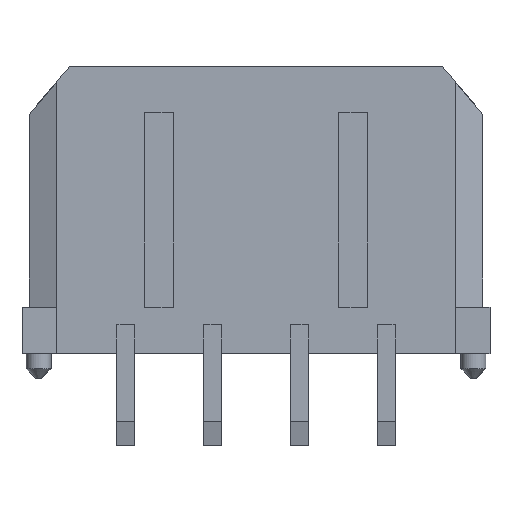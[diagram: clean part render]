
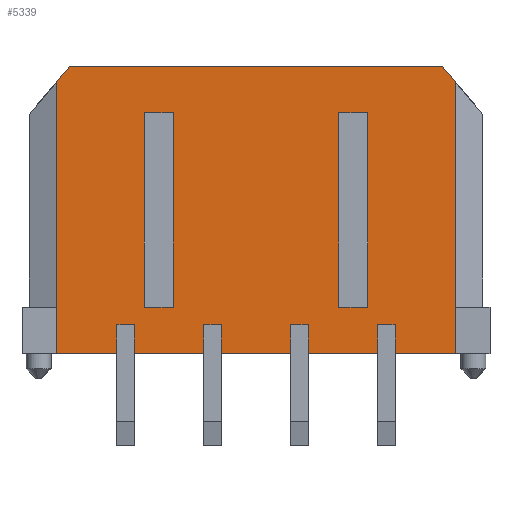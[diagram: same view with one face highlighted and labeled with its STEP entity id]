
A CAD part, front view. The second image highlights one B-rep face of the part: STEP entity #5339.
In plain terms, the highlighted planar face has unit normal (0, -1, 0).
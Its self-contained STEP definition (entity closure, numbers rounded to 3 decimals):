
#481=DIRECTION('',(1.,0.,0.));
#482=VECTOR('',#481,1.);
#483=CARTESIAN_POINT('',(-3.85,-3.43,3.355));
#484=LINE('',#483,#482);
#485=DIRECTION('',(0.,0.,1.));
#486=VECTOR('',#485,6.71);
#487=CARTESIAN_POINT('',(-3.85,-3.43,-3.355));
#488=LINE('',#487,#486);
#489=DIRECTION('',(1.,0.,0.));
#490=VECTOR('',#489,1.);
#491=CARTESIAN_POINT('',(-3.85,-3.43,-3.355));
#492=LINE('',#491,#490);
#493=DIRECTION('',(0.,0.,1.));
#494=VECTOR('',#493,6.71);
#495=CARTESIAN_POINT('',(-2.85,-3.43,-3.355));
#496=LINE('',#495,#494);
#497=DIRECTION('',(1.,0.,0.));
#498=VECTOR('',#497,1.);
#499=CARTESIAN_POINT('',(2.85,-3.43,3.355));
#500=LINE('',#499,#498);
#501=DIRECTION('',(0.,0.,1.));
#502=VECTOR('',#501,6.71);
#503=CARTESIAN_POINT('',(2.85,-3.43,-3.355));
#504=LINE('',#503,#502);
#505=DIRECTION('',(1.,0.,0.));
#506=VECTOR('',#505,1.);
#507=CARTESIAN_POINT('',(2.85,-3.43,-3.355));
#508=LINE('',#507,#506);
#509=DIRECTION('',(0.,0.,1.));
#510=VECTOR('',#509,6.71);
#511=CARTESIAN_POINT('',(3.85,-3.43,-3.355));
#512=LINE('',#511,#510);
#513=DIRECTION('',(0.,0.,1.));
#514=VECTOR('',#513,1.);
#515=CARTESIAN_POINT('',(-4.799,-3.43,-4.955));
#516=LINE('',#515,#514);
#517=DIRECTION('',(0.,0.,-1.));
#518=VECTOR('',#517,7.768);
#519=CARTESIAN_POINT('',(-6.884,-3.43,4.413));
#520=LINE('',#519,#518);
#521=DIRECTION('',(-0.647,0.,-0.763));
#522=VECTOR('',#521,0.71);
#523=CARTESIAN_POINT('',(-6.425,-3.43,4.955));
#524=LINE('',#523,#522);
#525=DIRECTION('',(1.,0.,0.));
#526=VECTOR('',#525,12.85);
#527=CARTESIAN_POINT('',(-6.425,-3.43,4.955));
#528=LINE('',#527,#526);
#529=DIRECTION('',(-0.647,0.,0.763));
#530=VECTOR('',#529,0.71);
#531=CARTESIAN_POINT('',(6.884,-3.43,4.413));
#532=LINE('',#531,#530);
#533=DIRECTION('',(0.,0.,-1.));
#534=VECTOR('',#533,7.768);
#535=CARTESIAN_POINT('',(6.884,-3.43,4.413));
#536=LINE('',#535,#534);
#537=DIRECTION('',(0.,0.,-1.));
#538=VECTOR('',#537,1.6);
#539=CARTESIAN_POINT('',(6.875,-3.43,-3.355));
#540=LINE('',#539,#538);
#541=DIRECTION('',(0.,0.,1.));
#542=VECTOR('',#541,1.);
#543=CARTESIAN_POINT('',(4.799,-3.43,-4.955));
#544=LINE('',#543,#542);
#545=DIRECTION('',(1.,0.,0.));
#546=VECTOR('',#545,0.597);
#547=CARTESIAN_POINT('',(4.202,-3.43,-3.955));
#548=LINE('',#547,#546);
#549=DIRECTION('',(0.,0.,1.));
#550=VECTOR('',#549,1.);
#551=CARTESIAN_POINT('',(4.202,-3.43,-4.955));
#552=LINE('',#551,#550);
#553=DIRECTION('',(0.,0.,1.));
#554=VECTOR('',#553,1.);
#555=CARTESIAN_POINT('',(1.799,-3.43,-4.955));
#556=LINE('',#555,#554);
#557=DIRECTION('',(1.,0.,0.));
#558=VECTOR('',#557,0.597);
#559=CARTESIAN_POINT('',(1.202,-3.43,-3.955));
#560=LINE('',#559,#558);
#561=DIRECTION('',(0.,0.,1.));
#562=VECTOR('',#561,1.);
#563=CARTESIAN_POINT('',(1.202,-3.43,-4.955));
#564=LINE('',#563,#562);
#565=DIRECTION('',(0.,0.,1.));
#566=VECTOR('',#565,1.);
#567=CARTESIAN_POINT('',(-1.202,-3.43,-4.955));
#568=LINE('',#567,#566);
#569=DIRECTION('',(1.,0.,0.));
#570=VECTOR('',#569,0.597);
#571=CARTESIAN_POINT('',(-1.799,-3.43,-3.955));
#572=LINE('',#571,#570);
#573=DIRECTION('',(0.,0.,1.));
#574=VECTOR('',#573,1.);
#575=CARTESIAN_POINT('',(-1.799,-3.43,-4.955));
#576=LINE('',#575,#574);
#577=DIRECTION('',(0.,0.,1.));
#578=VECTOR('',#577,1.);
#579=CARTESIAN_POINT('',(-4.202,-3.43,-4.955));
#580=LINE('',#579,#578);
#581=DIRECTION('',(1.,0.,0.));
#582=VECTOR('',#581,0.597);
#583=CARTESIAN_POINT('',(-4.799,-3.43,-3.955));
#584=LINE('',#583,#582);
#1865=DIRECTION('',(-1.,0.,0.));
#1866=VECTOR('',#1865,2.077);
#1867=CARTESIAN_POINT('',(6.875,-3.43,-4.955));
#1868=LINE('',#1867,#1866);
#1881=DIRECTION('',(-1.,0.,0.));
#1882=VECTOR('',#1881,2.403);
#1883=CARTESIAN_POINT('',(4.202,-3.43,-4.955));
#1884=LINE('',#1883,#1882);
#1897=DIRECTION('',(-1.,0.,0.));
#1898=VECTOR('',#1897,2.403);
#1899=CARTESIAN_POINT('',(1.202,-3.43,-4.955));
#1900=LINE('',#1899,#1898);
#1921=DIRECTION('',(-1.,0.,0.));
#1922=VECTOR('',#1921,2.077);
#1923=CARTESIAN_POINT('',(-4.799,-3.43,-4.955));
#1924=LINE('',#1923,#1922);
#1929=DIRECTION('',(-1.,0.,0.));
#1930=VECTOR('',#1929,2.403);
#1931=CARTESIAN_POINT('',(-1.799,-3.43,-4.955));
#1932=LINE('',#1931,#1930);
#1945=DIRECTION('',(1.,0.,0.));
#1946=VECTOR('',#1945,0.009);
#1947=CARTESIAN_POINT('',(6.875,-3.43,-3.355));
#1948=LINE('',#1947,#1946);
#1965=DIRECTION('',(1.,0.,0.));
#1966=VECTOR('',#1965,0.009);
#1967=CARTESIAN_POINT('',(-6.884,-3.43,-3.355));
#1968=LINE('',#1967,#1966);
#2351=DIRECTION('',(0.,0.,-1.));
#2352=VECTOR('',#2351,1.6);
#2353=CARTESIAN_POINT('',(-6.875,-3.43,-3.355));
#2354=LINE('',#2353,#2352);
#3587=CARTESIAN_POINT('',(-6.425,-3.43,4.955));
#3588=CARTESIAN_POINT('',(6.425,-3.43,4.955));
#3589=VERTEX_POINT('',#3587);
#3590=VERTEX_POINT('',#3588);
#3627=CARTESIAN_POINT('',(6.884,-3.43,4.413));
#3628=CARTESIAN_POINT('',(6.884,-3.43,-3.355));
#3629=VERTEX_POINT('',#3627);
#3630=VERTEX_POINT('',#3628);
#3676=CARTESIAN_POINT('',(4.202,-3.43,-4.955));
#3678=VERTEX_POINT('',#3676);
#3680=CARTESIAN_POINT('',(4.799,-3.43,-4.955));
#3682=VERTEX_POINT('',#3680);
#3688=CARTESIAN_POINT('',(1.202,-3.43,-4.955));
#3690=VERTEX_POINT('',#3688);
#3692=CARTESIAN_POINT('',(1.799,-3.43,-4.955));
#3694=VERTEX_POINT('',#3692);
#3700=CARTESIAN_POINT('',(-1.799,-3.43,-4.955));
#3702=VERTEX_POINT('',#3700);
#3704=CARTESIAN_POINT('',(-1.202,-3.43,-4.955));
#3706=VERTEX_POINT('',#3704);
#3712=CARTESIAN_POINT('',(-4.799,-3.43,-4.955));
#3714=VERTEX_POINT('',#3712);
#3716=CARTESIAN_POINT('',(-4.202,-3.43,-4.955));
#3718=VERTEX_POINT('',#3716);
#3724=CARTESIAN_POINT('',(6.875,-3.43,-3.355));
#3726=VERTEX_POINT('',#3724);
#3728=CARTESIAN_POINT('',(-6.875,-3.43,-3.355));
#3730=VERTEX_POINT('',#3728);
#3735=CARTESIAN_POINT('',(6.875,-3.43,-4.955));
#3736=VERTEX_POINT('',#3735);
#3737=CARTESIAN_POINT('',(-6.875,-3.43,-4.955));
#3738=VERTEX_POINT('',#3737);
#3739=CARTESIAN_POINT('',(4.202,-3.43,-3.955));
#3740=VERTEX_POINT('',#3739);
#3741=CARTESIAN_POINT('',(4.799,-3.43,-3.955));
#3742=VERTEX_POINT('',#3741);
#3743=CARTESIAN_POINT('',(1.202,-3.43,-3.955));
#3744=VERTEX_POINT('',#3743);
#3745=CARTESIAN_POINT('',(1.799,-3.43,-3.955));
#3746=VERTEX_POINT('',#3745);
#3747=CARTESIAN_POINT('',(-1.799,-3.43,-3.955));
#3748=VERTEX_POINT('',#3747);
#3749=CARTESIAN_POINT('',(-1.202,-3.43,-3.955));
#3750=VERTEX_POINT('',#3749);
#3751=CARTESIAN_POINT('',(-4.799,-3.43,-3.955));
#3752=VERTEX_POINT('',#3751);
#3753=CARTESIAN_POINT('',(-4.202,-3.43,-3.955));
#3754=VERTEX_POINT('',#3753);
#3843=CARTESIAN_POINT('',(-3.85,-3.43,3.355));
#3844=CARTESIAN_POINT('',(-2.85,-3.43,3.355));
#3845=VERTEX_POINT('',#3843);
#3846=VERTEX_POINT('',#3844);
#3847=CARTESIAN_POINT('',(2.85,-3.43,3.355));
#3848=CARTESIAN_POINT('',(3.85,-3.43,3.355));
#3849=VERTEX_POINT('',#3847);
#3850=VERTEX_POINT('',#3848);
#3851=CARTESIAN_POINT('',(-3.85,-3.43,-3.355));
#3852=CARTESIAN_POINT('',(-2.85,-3.43,-3.355));
#3853=VERTEX_POINT('',#3851);
#3854=VERTEX_POINT('',#3852);
#3855=CARTESIAN_POINT('',(2.85,-3.43,-3.355));
#3856=CARTESIAN_POINT('',(3.85,-3.43,-3.355));
#3857=VERTEX_POINT('',#3855);
#3858=VERTEX_POINT('',#3856);
#4555=CARTESIAN_POINT('',(-6.884,-3.43,4.413));
#4556=VERTEX_POINT('',#4555);
#4693=CARTESIAN_POINT('',(-6.884,-3.43,-3.355));
#4694=VERTEX_POINT('',#4693);
#5262=CARTESIAN_POINT('',(-7.825,-3.43,4.955));
#5263=DIRECTION('',(0.,-1.,0.));
#5264=DIRECTION('',(0.,0.,-1.));
#5265=AXIS2_PLACEMENT_3D('',#5262,#5263,#5264);
#5266=PLANE('',#5265);
#5268=ORIENTED_EDGE('',*,*,#5267,.F.);
#5270=ORIENTED_EDGE('',*,*,#5269,.T.);
#5272=ORIENTED_EDGE('',*,*,#5271,.F.);
#5274=ORIENTED_EDGE('',*,*,#5273,.F.);
#5276=ORIENTED_EDGE('',*,*,#5275,.F.);
#5278=ORIENTED_EDGE('',*,*,#5277,.F.);
#5279=ORIENTED_EDGE('',*,*,#5155,.T.);
#5280=ORIENTED_EDGE('',*,*,#4920,.F.);
#5282=ORIENTED_EDGE('',*,*,#5281,.T.);
#5284=ORIENTED_EDGE('',*,*,#5283,.F.);
#5286=ORIENTED_EDGE('',*,*,#5285,.T.);
#5288=ORIENTED_EDGE('',*,*,#5287,.T.);
#5290=ORIENTED_EDGE('',*,*,#5289,.T.);
#5292=ORIENTED_EDGE('',*,*,#5291,.F.);
#5294=ORIENTED_EDGE('',*,*,#5293,.F.);
#5296=ORIENTED_EDGE('',*,*,#5295,.T.);
#5298=ORIENTED_EDGE('',*,*,#5297,.T.);
#5300=ORIENTED_EDGE('',*,*,#5299,.F.);
#5302=ORIENTED_EDGE('',*,*,#5301,.F.);
#5304=ORIENTED_EDGE('',*,*,#5303,.T.);
#5306=ORIENTED_EDGE('',*,*,#5305,.T.);
#5308=ORIENTED_EDGE('',*,*,#5307,.F.);
#5310=ORIENTED_EDGE('',*,*,#5309,.F.);
#5312=ORIENTED_EDGE('',*,*,#5311,.T.);
#5314=ORIENTED_EDGE('',*,*,#5313,.T.);
#5316=ORIENTED_EDGE('',*,*,#5315,.F.);
#5317=EDGE_LOOP('',(#5268,#5270,#5272,#5274,#5276,#5278,#5279,#5280,#5282,#5284,
#5286,#5288,#5290,#5292,#5294,#5296,#5298,#5300,#5302,#5304,#5306,#5308,#5310,
#5312,#5314,#5316));
#5318=FACE_OUTER_BOUND('',#5317,.F.);
#5320=ORIENTED_EDGE('',*,*,#5319,.F.);
#5322=ORIENTED_EDGE('',*,*,#5321,.F.);
#5324=ORIENTED_EDGE('',*,*,#5323,.T.);
#5326=ORIENTED_EDGE('',*,*,#5325,.T.);
#5327=EDGE_LOOP('',(#5320,#5322,#5324,#5326));
#5328=FACE_BOUND('',#5327,.F.);
#5330=ORIENTED_EDGE('',*,*,#5329,.F.);
#5332=ORIENTED_EDGE('',*,*,#5331,.F.);
#5334=ORIENTED_EDGE('',*,*,#5333,.T.);
#5336=ORIENTED_EDGE('',*,*,#5335,.T.);
#5337=EDGE_LOOP('',(#5330,#5332,#5334,#5336));
#5338=FACE_BOUND('',#5337,.F.);
#5339=ADVANCED_FACE('',(#5318,#5328,#5338),#5266,.T.);
#4920=EDGE_CURVE('',#3629,#3590,#532,.T.);
#5155=EDGE_CURVE('',#3589,#3590,#528,.T.);
#5267=EDGE_CURVE('',#3714,#3752,#516,.T.);
#5269=EDGE_CURVE('',#3714,#3738,#1924,.T.);
#5271=EDGE_CURVE('',#3730,#3738,#2354,.T.);
#5273=EDGE_CURVE('',#4694,#3730,#1968,.T.);
#5275=EDGE_CURVE('',#4556,#4694,#520,.T.);
#5277=EDGE_CURVE('',#3589,#4556,#524,.T.);
#5281=EDGE_CURVE('',#3629,#3630,#536,.T.);
#5283=EDGE_CURVE('',#3726,#3630,#1948,.T.);
#5285=EDGE_CURVE('',#3726,#3736,#540,.T.);
#5287=EDGE_CURVE('',#3736,#3682,#1868,.T.);
#5289=EDGE_CURVE('',#3682,#3742,#544,.T.);
#5291=EDGE_CURVE('',#3740,#3742,#548,.T.);
#5293=EDGE_CURVE('',#3678,#3740,#552,.T.);
#5295=EDGE_CURVE('',#3678,#3694,#1884,.T.);
#5297=EDGE_CURVE('',#3694,#3746,#556,.T.);
#5299=EDGE_CURVE('',#3744,#3746,#560,.T.);
#5301=EDGE_CURVE('',#3690,#3744,#564,.T.);
#5303=EDGE_CURVE('',#3690,#3706,#1900,.T.);
#5305=EDGE_CURVE('',#3706,#3750,#568,.T.);
#5307=EDGE_CURVE('',#3748,#3750,#572,.T.);
#5309=EDGE_CURVE('',#3702,#3748,#576,.T.);
#5311=EDGE_CURVE('',#3702,#3718,#1932,.T.);
#5313=EDGE_CURVE('',#3718,#3754,#580,.T.);
#5315=EDGE_CURVE('',#3752,#3754,#584,.T.);
#5319=EDGE_CURVE('',#3849,#3850,#500,.T.);
#5321=EDGE_CURVE('',#3857,#3849,#504,.T.);
#5323=EDGE_CURVE('',#3857,#3858,#508,.T.);
#5325=EDGE_CURVE('',#3858,#3850,#512,.T.);
#5329=EDGE_CURVE('',#3845,#3846,#484,.T.);
#5331=EDGE_CURVE('',#3853,#3845,#488,.T.);
#5333=EDGE_CURVE('',#3853,#3854,#492,.T.);
#5335=EDGE_CURVE('',#3854,#3846,#496,.T.);
